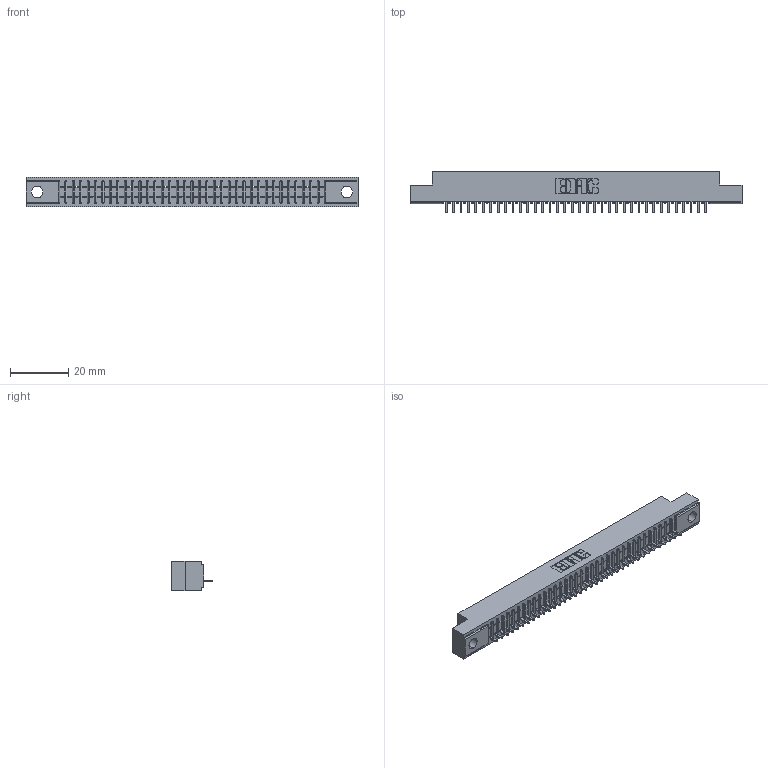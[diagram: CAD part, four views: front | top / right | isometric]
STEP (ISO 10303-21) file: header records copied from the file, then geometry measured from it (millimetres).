
FILE_DESCRIPTION (( 'STEP AP203' ), '1' );
FILE_NAME ('341-036-520-104.STEP', '2018-08-06T22:23:24', ( '' ), ( '' ), 'SwSTEP 2.0', 'SolidWorks 2016', '' );
FILE_SCHEMA (( 'CONFIG_CONTROL_DESIGN' ));
Length unit declared in the file: inch
Products named in the file (3): 341 Part_.156 (3.96) Dia Mounting Holes; 341-292-001_341-292-120; 341-036-520-104
Assembly tree (37 placements, depth 2):
  341-036-520-104
    341 Part_.156 (3.96) Dia Mounting Holes
    341-292-001_341-292-120  x36
Bounding box: 113.67 x 14.27 x 10.16 mm (x, y, z)
Volume: 8026.1 mm3; surface area: 12117.9 mm2
Topology: 37 solids, 37 shells, 3082 faces, 8884 edges, 5702 vertices
Faces by surface type: plane 1918, cylinder 1020, sphere 74, torus 70
Entity records: 43633 total; most frequent: CARTESIAN_POINT 7414, ORIENTED_EDGE 7400, DIRECTION 7154, EDGE_CURVE 3700, VECTOR 2990, LINE 2990, VERTEX_POINT 2342, AXIS2_PLACEMENT_3D 2082
